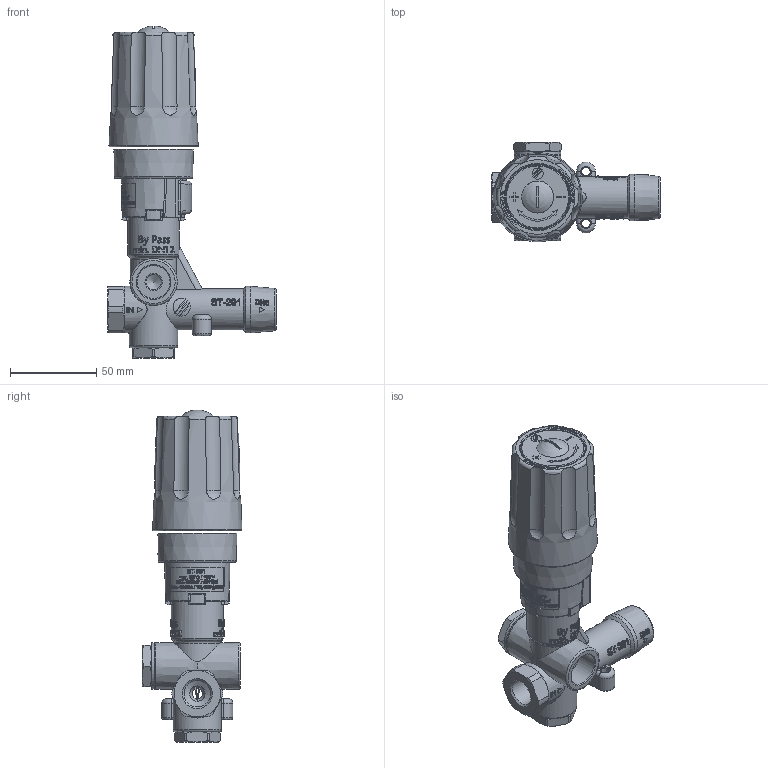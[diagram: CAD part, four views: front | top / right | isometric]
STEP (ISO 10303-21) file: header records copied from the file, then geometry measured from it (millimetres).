
FILE_DESCRIPTION( ( 'Unknown' ), '1' );
FILE_NAME( '20 0291 500_1_Unloader_ST-291_Standard.stp', 'Unknown', ( 'Unknown' ), ( 'Unknown' ), 'PSStep 14.0', 'Unknown', ' ' );
FILE_SCHEMA( ( 'AUTOMOTIVE_DESIGN { 1 0 10303 214 1 1 1 1 }' ) );
Length unit declared in the file: millimetre
Products named in the file (10): 20 0291 475_Verschraubung_unten_ST-291-oa0; 01-9105_Verschraubung_unten; Assem1; 02-12055_Handradkappe; 02-12065_Verschlussschraube; 02-12070_CLIP; 02-12060_Federadapter ST-291; 01-1695_8_Gehäuse ST-291_bearbeitet; 01-3295_Dichtring_DIN_7603-A22x27-Cu; 01-0375_Messingstopfen_G1_2_vernickelt
Assembly tree (9 placements, depth 3):
  Assem1
    02-12055_Handradkappe
    02-12065_Verschlussschraube
    02-12070_CLIP
    02-12060_Federadapter ST-291
    01-1695_8_Gehäuse ST-291_bearbeitet
    01-3295_Dichtring_DIN_7603-A22x27-Cu
    01-0375_Messingstopfen_G1_2_vernickelt
    20 0291 475_Verschraubung_unten_ST-291-oa0
      01-9105_Verschraubung_unten
Bounding box: 97.5 x 57.84 x 192.31 mm (x, y, z)
Surface area: 76146.7 mm2 (no closed solid volume)
Topology: 0 solids, 1918 shells, 1918 faces, 9255 edges, 9059 vertices
Faces by surface type: plane 810, cylinder 404, bspline 328, extrusion 143, cone 109, torus 76, sphere 48
Full cylindrical faces by diameter (mm): 2 x1, 2.3 x4, 5 x2, 6 x1, 9 x3, 11 x3, 12.1 x1, 14 x1, 14.5 x1, 14.8 x1, 15 x2, 15.33 x2, 17.5 x1, 17.6 x1, 18.3 x1, 19.14 x2, 20 x4, 20.96 x1, 21 x1, 22 x3, 23 x1, 24 x1, 24.5 x1, 25 x1, 27 x3, 28 x1, 30 x1, 37 x1, 37.791 x1, 38 x1
Entity records: 153535 total; most frequent: CARTESIAN_POINT 77451, DIRECTION 9681, ORIENTED_EDGE 9010, EDGE_CURVE 9010, VERTEX_POINT 9010, B_SPLINE_CURVE_WITH_KNOTS 4491, AXIS2_PLACEMENT_3D 3418, VECTOR 2845
